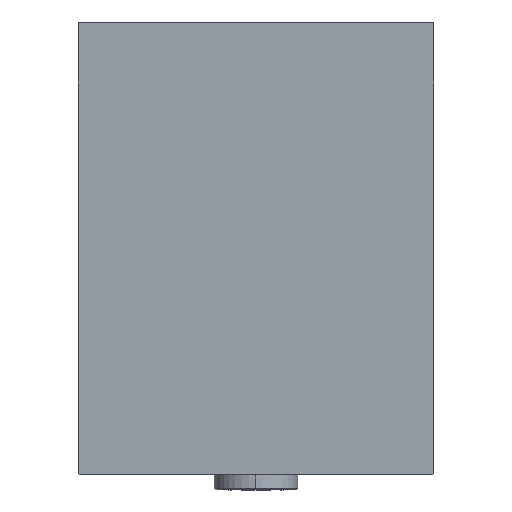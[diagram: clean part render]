
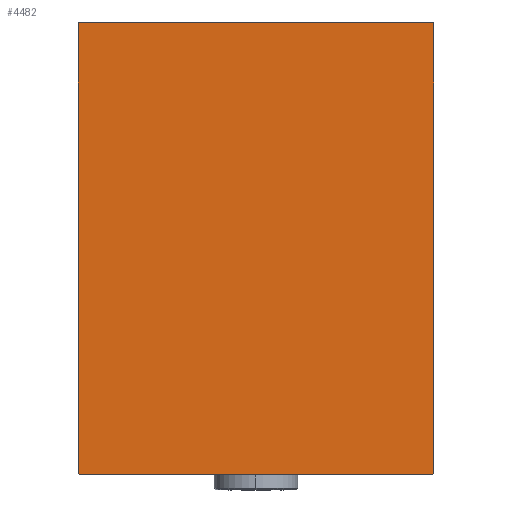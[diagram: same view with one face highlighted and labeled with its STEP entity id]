
A CAD part, left-side view. The second image highlights one B-rep face of the part: STEP entity #4482.
In plain terms, the highlighted face is planar.
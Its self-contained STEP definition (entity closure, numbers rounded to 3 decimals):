
#1886 = ORIENTED_EDGE ( 'NONE', *, *, #32963, .T. ) ;
#2166 = DIRECTION ( 'NONE',  ( 0., -0.707, 0.707 ) ) ;
#2706 = EDGE_CURVE ( 'NONE', #23417, #22982, #24280, .T. ) ;
#4482 = ADVANCED_FACE ( 'NONE', ( #38152 ), #17733, .T. ) ;
#4641 = EDGE_CURVE ( 'NONE', #22982, #7769, #8762, .T. ) ;
#4705 = AXIS2_PLACEMENT_3D ( 'NONE', #24260, #37499, #31417 ) ;
#4851 = EDGE_CURVE ( 'NONE', #35875, #34497, #14110, .T. ) ;
#5282 = VECTOR ( 'NONE', #22566, 1000. ) ;
#6955 = VERTEX_POINT ( 'NONE', #27885 ) ;
#7147 = CARTESIAN_POINT ( 'NONE',  ( 173., 62.35, -62.35 ) ) ;
#7769 = VERTEX_POINT ( 'NONE', #8392 ) ;
#8392 = CARTESIAN_POINT ( 'NONE',  ( 173., -55., -69.7 ) ) ;
#8451 = VERTEX_POINT ( 'NONE', #13197 ) ;
#8762 = LINE ( 'NONE', #19088, #39863 ) ;
#8916 = CARTESIAN_POINT ( 'NONE',  ( 173., 62.35, 62.35 ) ) ;
#8940 = VECTOR ( 'NONE', #2166, 1000. ) ;
#9732 = VECTOR ( 'NONE', #37961, 1000. ) ;
#9759 = CARTESIAN_POINT ( 'NONE',  ( 173., -55., -70. ) ) ;
#10090 = DIRECTION ( 'NONE',  ( 0., 0.707, 0.707 ) ) ;
#12493 = VECTOR ( 'NONE', #23603, 1000. ) ;
#13197 = CARTESIAN_POINT ( 'NONE',  ( 173., -54.7, -70. ) ) ;
#13280 = EDGE_LOOP ( 'NONE', ( #18377, #18989, #41341, #1886, #38031, #40754, #20329, #31488 ) ) ;
#13552 = DIRECTION ( 'NONE',  ( 0., -1., 0. ) ) ;
#14110 = LINE ( 'NONE', #7147, #29136 ) ;
#14979 = LINE ( 'NONE', #8916, #8940 ) ;
#16041 = LINE ( 'NONE', #9759, #5282 ) ;
#16242 = EDGE_CURVE ( 'NONE', #7769, #8451, #37558, .T. ) ;
#17134 = CARTESIAN_POINT ( 'NONE',  ( 173., 55., -69.7 ) ) ;
#17733 = PLANE ( 'NONE',  #4705 ) ;
#17797 = CARTESIAN_POINT ( 'NONE',  ( 173., -62.35, -62.35 ) ) ;
#18377 = ORIENTED_EDGE ( 'NONE', *, *, #22589, .T. ) ;
#18989 = ORIENTED_EDGE ( 'NONE', *, *, #4851, .T. ) ;
#19088 = CARTESIAN_POINT ( 'NONE',  ( 173., -55., 70. ) ) ;
#19093 = CARTESIAN_POINT ( 'NONE',  ( 173., 54.7, -70. ) ) ;
#20329 = ORIENTED_EDGE ( 'NONE', *, *, #4641, .T. ) ;
#22255 = CARTESIAN_POINT ( 'NONE',  ( 173., -54.7, 70. ) ) ;
#22440 = CARTESIAN_POINT ( 'NONE',  ( 173., 55., 69.7 ) ) ;
#22566 = DIRECTION ( 'NONE',  ( 0., 1., 0. ) ) ;
#22589 = EDGE_CURVE ( 'NONE', #8451, #35875, #16041, .T. ) ;
#22982 = VERTEX_POINT ( 'NONE', #31194 ) ;
#23037 = EDGE_CURVE ( 'NONE', #34497, #38563, #44000, .T. ) ;
#23417 = VERTEX_POINT ( 'NONE', #22255 ) ;
#23603 = DIRECTION ( 'NONE',  ( 0., 0., 1. ) ) ;
#24074 = LINE ( 'NONE', #28474, #26034 ) ;
#24260 = CARTESIAN_POINT ( 'NONE',  ( 173., 0., 0. ) ) ;
#24280 = LINE ( 'NONE', #24491, #9732 ) ;
#24491 = CARTESIAN_POINT ( 'NONE',  ( 173., -62.35, 62.35 ) ) ;
#26034 = VECTOR ( 'NONE', #13552, 1000. ) ;
#27885 = CARTESIAN_POINT ( 'NONE',  ( 173., 54.7, 70. ) ) ;
#28474 = CARTESIAN_POINT ( 'NONE',  ( 173., 55., 70. ) ) ;
#29136 = VECTOR ( 'NONE', #10090, 1000. ) ;
#29333 = EDGE_CURVE ( 'NONE', #6955, #23417, #24074, .T. ) ;
#31194 = CARTESIAN_POINT ( 'NONE',  ( 173., -55., 69.7 ) ) ;
#31417 = DIRECTION ( 'NONE',  ( 0., 0., -1. ) ) ;
#31488 = ORIENTED_EDGE ( 'NONE', *, *, #16242, .T. ) ;
#31852 = DIRECTION ( 'NONE',  ( 0., 0., -1. ) ) ;
#32963 = EDGE_CURVE ( 'NONE', #38563, #6955, #14979, .T. ) ;
#33924 = CARTESIAN_POINT ( 'NONE',  ( 173., 55., -70. ) ) ;
#34497 = VERTEX_POINT ( 'NONE', #17134 ) ;
#35875 = VERTEX_POINT ( 'NONE', #19093 ) ;
#37499 = DIRECTION ( 'NONE',  ( 1., 0., 0. ) ) ;
#37558 = LINE ( 'NONE', #17797, #43783 ) ;
#37786 = DIRECTION ( 'NONE',  ( 0., 0.707, -0.707 ) ) ;
#37961 = DIRECTION ( 'NONE',  ( 0., -0.707, -0.707 ) ) ;
#38031 = ORIENTED_EDGE ( 'NONE', *, *, #29333, .T. ) ;
#38152 = FACE_OUTER_BOUND ( 'NONE', #13280, .T. ) ;
#38563 = VERTEX_POINT ( 'NONE', #22440 ) ;
#39863 = VECTOR ( 'NONE', #31852, 1000. ) ;
#40754 = ORIENTED_EDGE ( 'NONE', *, *, #2706, .T. ) ;
#41341 = ORIENTED_EDGE ( 'NONE', *, *, #23037, .T. ) ;
#43783 = VECTOR ( 'NONE', #37786, 1000. ) ;
#44000 = LINE ( 'NONE', #33924, #12493 ) ;
